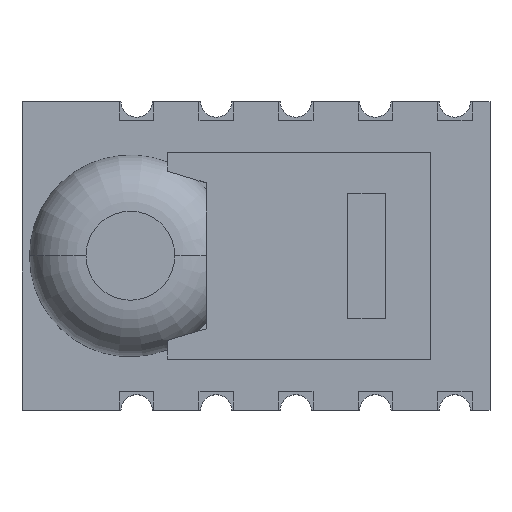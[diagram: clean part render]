
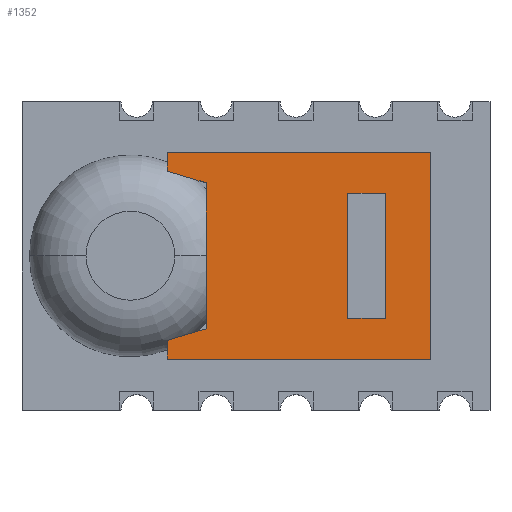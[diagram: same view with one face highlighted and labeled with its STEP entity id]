
A CAD part, top view. The second image highlights one B-rep face of the part: STEP entity #1352.
In plain terms, the highlighted planar face has unit normal (0, 0, 1).
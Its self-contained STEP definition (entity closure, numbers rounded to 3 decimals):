
#40 = ORIENTED_EDGE ( 'NONE', *, *, #1807, .T. ) ;
#42 = LINE ( 'NONE', #1640, #784 ) ;
#81 = CARTESIAN_POINT ( 'NONE',  ( 6.52, 0.815, 2.5 ) ) ;
#193 = CARTESIAN_POINT ( 'NONE',  ( 6.52, 4.115, 2.5 ) ) ;
#230 = LINE ( 'NONE', #193, #2568 ) ;
#257 = DIRECTION ( 'NONE',  ( -1., 0., 0. ) ) ;
#292 = DIRECTION ( 'NONE',  ( 0., -1., 0. ) ) ;
#300 = FACE_OUTER_BOUND ( 'NONE', #1511, .T. ) ;
#341 = VERTEX_POINT ( 'NONE', #1164 ) ;
#367 = CARTESIAN_POINT ( 'NONE',  ( 5.8, 3.465, 2.5 ) ) ;
#385 = EDGE_CURVE ( 'NONE', #2359, #496, #230, .T. ) ;
#430 = VECTOR ( 'NONE', #2795, 1000. ) ;
#495 = LINE ( 'NONE', #1871, #2307 ) ;
#496 = VERTEX_POINT ( 'NONE', #1529 ) ;
#503 = AXIS2_PLACEMENT_3D ( 'NONE', #1224, #1702, #1473 ) ;
#506 = VERTEX_POINT ( 'NONE', #1344 ) ;
#540 = EDGE_CURVE ( 'NONE', #2429, #2359, #2744, .T. ) ;
#564 = VERTEX_POINT ( 'NONE', #941 ) ;
#593 = VECTOR ( 'NONE', #1329, 1000. ) ;
#631 = LINE ( 'NONE', #2771, #702 ) ;
#640 = ORIENTED_EDGE ( 'NONE', *, *, #1781, .F. ) ;
#702 = VECTOR ( 'NONE', #1401, 1000. ) ;
#735 = ORIENTED_EDGE ( 'NONE', *, *, #2705, .T. ) ;
#747 = EDGE_LOOP ( 'NONE', ( #1829, #1823, #640, #2536 ) ) ;
#749 = LINE ( 'NONE', #2488, #1294 ) ;
#758 = VECTOR ( 'NONE', #257, 1000. ) ;
#784 = VECTOR ( 'NONE', #2775, 1000. ) ;
#830 = VECTOR ( 'NONE', #1548, 1000. ) ;
#835 = FACE_BOUND ( 'NONE', #747, .T. ) ;
#871 = VERTEX_POINT ( 'NONE', #367 ) ;
#876 = CARTESIAN_POINT ( 'NONE',  ( 6.52, 0.815, 2.5 ) ) ;
#891 = DIRECTION ( 'NONE',  ( -1., 0., 0. ) ) ;
#913 = LINE ( 'NONE', #1380, #758 ) ;
#941 = CARTESIAN_POINT ( 'NONE',  ( 2.94, 1.301, 2.5 ) ) ;
#972 = VECTOR ( 'NONE', #1211, 1000. ) ;
#1029 = CARTESIAN_POINT ( 'NONE',  ( 2.32, 0.815, 2.5 ) ) ;
#1061 = VERTEX_POINT ( 'NONE', #1321 ) ;
#1118 = CARTESIAN_POINT ( 'NONE',  ( 2.32, 3.815, 2.5 ) ) ;
#1164 = CARTESIAN_POINT ( 'NONE',  ( 2.32, 1.115, 2.5 ) ) ;
#1190 = LINE ( 'NONE', #2697, #593 ) ;
#1211 = DIRECTION ( 'NONE',  ( 1., 0., 0. ) ) ;
#1224 = CARTESIAN_POINT ( 'NONE',  ( 0., 0., 2.5 ) ) ;
#1294 = VECTOR ( 'NONE', #2313, 1000. ) ;
#1312 = EDGE_CURVE ( 'NONE', #2867, #2429, #2193, .T. ) ;
#1321 = CARTESIAN_POINT ( 'NONE',  ( 5.8, 1.465, 2.5 ) ) ;
#1329 = DIRECTION ( 'NONE',  ( 0.958, -0.287, 0. ) ) ;
#1344 = CARTESIAN_POINT ( 'NONE',  ( 5.2, 1.465, 2.5 ) ) ;
#1352 = ADVANCED_FACE ( 'NONE', ( #835, #300 ), #1519, .F. ) ;
#1380 = CARTESIAN_POINT ( 'NONE',  ( 5.8, 3.465, 2.5 ) ) ;
#1401 = DIRECTION ( 'NONE',  ( 0., 1., 0. ) ) ;
#1428 = LINE ( 'NONE', #2904, #2054 ) ;
#1443 = VERTEX_POINT ( 'NONE', #1118 ) ;
#1473 = DIRECTION ( 'NONE',  ( -1., 0., 0. ) ) ;
#1511 = EDGE_LOOP ( 'NONE', ( #1592, #735, #1581, #1793, #1754, #2007, #2301, #40 ) ) ;
#1519 = PLANE ( 'NONE',  #503 ) ;
#1529 = CARTESIAN_POINT ( 'NONE',  ( 2.32, 4.115, 2.5 ) ) ;
#1548 = DIRECTION ( 'NONE',  ( 0., -1., 0. ) ) ;
#1581 = ORIENTED_EDGE ( 'NONE', *, *, #1312, .T. ) ;
#1592 = ORIENTED_EDGE ( 'NONE', *, *, #1835, .T. ) ;
#1640 = CARTESIAN_POINT ( 'NONE',  ( 2.32, 4.115, 2.5 ) ) ;
#1702 = DIRECTION ( 'NONE',  ( 0., 0., -1. ) ) ;
#1754 = ORIENTED_EDGE ( 'NONE', *, *, #385, .T. ) ;
#1781 = EDGE_CURVE ( 'NONE', #506, #1061, #1428, .T. ) ;
#1793 = ORIENTED_EDGE ( 'NONE', *, *, #540, .T. ) ;
#1807 = EDGE_CURVE ( 'NONE', #2169, #564, #2189, .T. ) ;
#1823 = ORIENTED_EDGE ( 'NONE', *, *, #2626, .F. ) ;
#1829 = ORIENTED_EDGE ( 'NONE', *, *, #2572, .F. ) ;
#1835 = EDGE_CURVE ( 'NONE', #564, #341, #749, .T. ) ;
#1871 = CARTESIAN_POINT ( 'NONE',  ( 2.32, 1.115, 2.5 ) ) ;
#1964 = CARTESIAN_POINT ( 'NONE',  ( 6.52, 4.115, 2.5 ) ) ;
#1980 = DIRECTION ( 'NONE',  ( 0., 1., 0. ) ) ;
#2007 = ORIENTED_EDGE ( 'NONE', *, *, #2075, .T. ) ;
#2054 = VECTOR ( 'NONE', #2636, 1000. ) ;
#2075 = EDGE_CURVE ( 'NONE', #496, #1443, #42, .T. ) ;
#2169 = VERTEX_POINT ( 'NONE', #2188 ) ;
#2182 = VERTEX_POINT ( 'NONE', #2828 ) ;
#2188 = CARTESIAN_POINT ( 'NONE',  ( 2.94, 3.629, 2.5 ) ) ;
#2189 = LINE ( 'NONE', #2449, #830 ) ;
#2193 = LINE ( 'NONE', #81, #972 ) ;
#2241 = LINE ( 'NONE', #2571, #430 ) ;
#2288 = VECTOR ( 'NONE', #1980, 1000. ) ;
#2301 = ORIENTED_EDGE ( 'NONE', *, *, #2397, .T. ) ;
#2307 = VECTOR ( 'NONE', #292, 1000. ) ;
#2313 = DIRECTION ( 'NONE',  ( -0.958, -0.287, 0. ) ) ;
#2359 = VERTEX_POINT ( 'NONE', #2883 ) ;
#2397 = EDGE_CURVE ( 'NONE', #1443, #2169, #1190, .T. ) ;
#2429 = VERTEX_POINT ( 'NONE', #876 ) ;
#2449 = CARTESIAN_POINT ( 'NONE',  ( 2.94, 3.629, 2.5 ) ) ;
#2488 = CARTESIAN_POINT ( 'NONE',  ( 2.32, 1.115, 2.5 ) ) ;
#2536 = ORIENTED_EDGE ( 'NONE', *, *, #2714, .F. ) ;
#2568 = VECTOR ( 'NONE', #891, 1000. ) ;
#2571 = CARTESIAN_POINT ( 'NONE',  ( 5.2, 3.465, 2.5 ) ) ;
#2572 = EDGE_CURVE ( 'NONE', #871, #2182, #913, .T. ) ;
#2626 = EDGE_CURVE ( 'NONE', #1061, #871, #631, .T. ) ;
#2636 = DIRECTION ( 'NONE',  ( 1., 0., 0. ) ) ;
#2697 = CARTESIAN_POINT ( 'NONE',  ( 2.32, 3.815, 2.5 ) ) ;
#2705 = EDGE_CURVE ( 'NONE', #341, #2867, #495, .T. ) ;
#2714 = EDGE_CURVE ( 'NONE', #2182, #506, #2241, .T. ) ;
#2744 = LINE ( 'NONE', #1964, #2288 ) ;
#2771 = CARTESIAN_POINT ( 'NONE',  ( 5.8, 3.465, 2.5 ) ) ;
#2775 = DIRECTION ( 'NONE',  ( 0., -1., 0. ) ) ;
#2795 = DIRECTION ( 'NONE',  ( 0., -1., 0. ) ) ;
#2828 = CARTESIAN_POINT ( 'NONE',  ( 5.2, 3.465, 2.5 ) ) ;
#2867 = VERTEX_POINT ( 'NONE', #1029 ) ;
#2883 = CARTESIAN_POINT ( 'NONE',  ( 6.52, 4.115, 2.5 ) ) ;
#2904 = CARTESIAN_POINT ( 'NONE',  ( 5.8, 1.465, 2.5 ) ) ;
